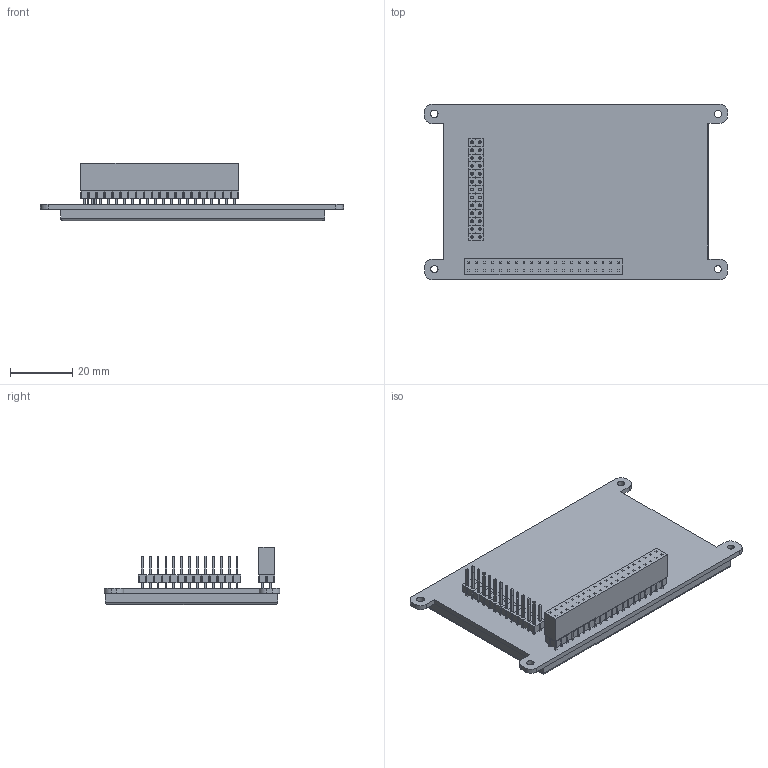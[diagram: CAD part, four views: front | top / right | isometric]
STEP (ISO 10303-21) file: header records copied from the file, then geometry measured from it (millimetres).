
FILE_DESCRIPTION(/* description */ (''),/* implementation_level */ '2;1');
FILE_NAME(/* name */ 'PiTFT PLUS 3.5inch.stp',/* time_stamp */ '2017-08-14T23:45:22+01:00',/* author */ (''),/* organization */ (''),/* preprocessor_version */ 'ST-DEVELOPER v16.13',/* originating_system */ 'Autodesk Translation Framework v6.1.1.50',/* authorisation */ '');
FILE_SCHEMA (('AUTOMOTIVE_DESIGN { 1 0 10303 214 3 1 1 }'));
Length unit declared in the file: millimetre
Products named in the file (4): PiTFT Plus 3.5";  input pins; output pins; PIN_STRIP-2_54
Assembly tree (35 placements, depth 3):
  PiTFT Plus 3.5"
     input pins
      PIN_STRIP-2_54  x20
    output pins
      PIN_STRIP-2_54  x13
Bounding box: 97.47 x 56.52 x 18.5 mm (x, y, z)
Volume: 28357 mm3; surface area: 26268.2 mm2
Topology: 36 solids, 36 shells, 2387 faces, 5338 edges, 3328 vertices
Faces by surface type: plane 2239, cylinder 148
Full cylindrical faces by diameter (mm): 0.9 x132, 2.199 x1, 2.348 x1, 2.364 x1, 2.425 x1
Entity records: 12872 total; most frequent: CARTESIAN_POINT 2188, DIRECTION 2090, ORIENTED_EDGE 2084, EDGE_CURVE 1042, LINE 1006, VECTOR 1006, VERTEX_POINT 640, AXIS2_PLACEMENT_3D 542
